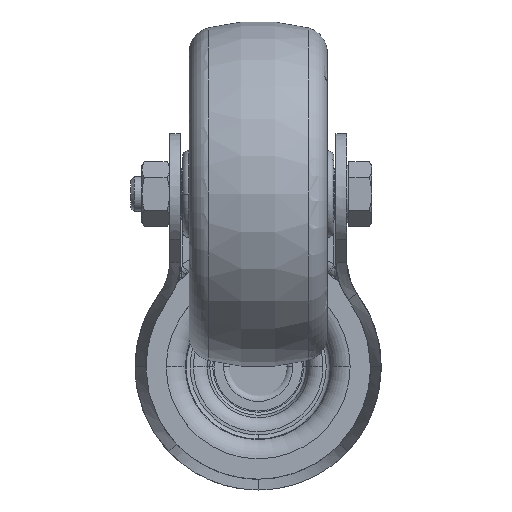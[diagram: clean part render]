
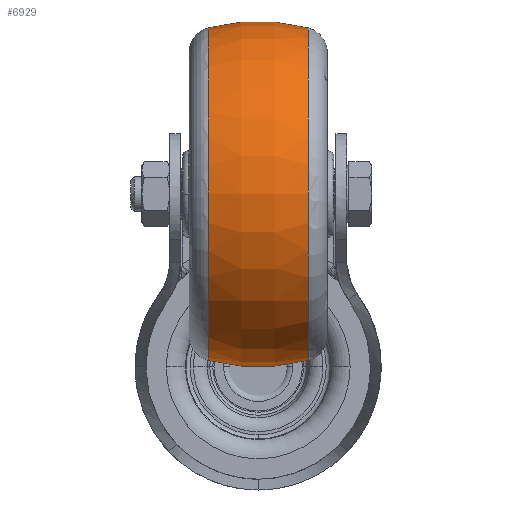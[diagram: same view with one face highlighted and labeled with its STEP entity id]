
A CAD part, front view. The second image highlights one B-rep face of the part: STEP entity #6929.
In plain terms, the highlighted toroidal (fillet/blend) face has major radius 5 mm and minor radius 45 mm.
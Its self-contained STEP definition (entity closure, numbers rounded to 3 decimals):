
#866 = CARTESIAN_POINT ( 'NONE',  ( 11.538, 40., 1.504 ) ) ;
#981 = CARTESIAN_POINT ( 'NONE',  ( 11.538, 40., 40. ) ) ;
#1564 = VERTEX_POINT ( 'NONE', #8429 ) ;
#1901 = EDGE_LOOP ( 'NONE', ( #3696, #16004, #16587, #11585 ) ) ;
#1996 = CARTESIAN_POINT ( 'NONE',  ( 11.538, 40., 78.496 ) ) ;
#3224 = VERTEX_POINT ( 'NONE', #11280 ) ;
#3277 = CARTESIAN_POINT ( 'NONE',  ( -11.538, 40., 40. ) ) ;
#3361 = AXIS2_PLACEMENT_3D ( 'NONE', #4923, #14175, #16713 ) ;
#3696 = ORIENTED_EDGE ( 'NONE', *, *, #4004, .F. ) ;
#4004 = EDGE_CURVE ( 'NONE', #16292, #3224, #16836, .T. ) ;
#4192 = EDGE_CURVE ( 'NONE', #9933, #1564, #13762, .T. ) ;
#4398 = FACE_OUTER_BOUND ( 'NONE', #1901, .T. ) ;
#4923 = CARTESIAN_POINT ( 'NONE',  ( 0., 40., 35. ) ) ;
#5020 = DIRECTION ( 'NONE',  ( 0., 0.565, 0.825 ) ) ;
#5139 = AXIS2_PLACEMENT_3D ( 'NONE', #981, #7728, #5020 ) ;
#6107 = AXIS2_PLACEMENT_3D ( 'NONE', #3277, #7055, #15245 ) ;
#6929 = ADVANCED_FACE ( 'NONE', ( #4398 ), #10128, .T. ) ;
#7055 = DIRECTION ( 'NONE',  ( 1., 0., 0. ) ) ;
#7087 = CIRCLE ( 'NONE', #5139, 38.496 ) ;
#7616 = AXIS2_PLACEMENT_3D ( 'NONE', #14483, #9183, #7776 ) ;
#7728 = DIRECTION ( 'NONE',  ( -1., 0., 0. ) ) ;
#7776 = DIRECTION ( 'NONE',  ( 0., 0., 1. ) ) ;
#8098 = CARTESIAN_POINT ( 'NONE',  ( 0., 40., 45. ) ) ;
#8429 = CARTESIAN_POINT ( 'NONE',  ( -11.538, 40., 78.496 ) ) ;
#8918 = EDGE_CURVE ( 'NONE', #16292, #9933, #7087, .T. ) ;
#9183 = DIRECTION ( 'NONE',  ( -1., 0., 0. ) ) ;
#9933 = VERTEX_POINT ( 'NONE', #1996 ) ;
#10128 = TOROIDAL_SURFACE ( 'NONE', #7616, -5., 45. ) ;
#10631 = AXIS2_PLACEMENT_3D ( 'NONE', #8098, #14626, #14797 ) ;
#11280 = CARTESIAN_POINT ( 'NONE',  ( -11.538, 40., 1.504 ) ) ;
#11493 = EDGE_CURVE ( 'NONE', #1564, #3224, #13713, .T. ) ;
#11585 = ORIENTED_EDGE ( 'NONE', *, *, #11493, .T. ) ;
#13713 = CIRCLE ( 'NONE', #6107, 38.496 ) ;
#13762 = CIRCLE ( 'NONE', #3361, 45. ) ;
#14175 = DIRECTION ( 'NONE',  ( 0., -1., 0. ) ) ;
#14483 = CARTESIAN_POINT ( 'NONE',  ( 0., 40., 40. ) ) ;
#14626 = DIRECTION ( 'NONE',  ( 0., 1., 0. ) ) ;
#14797 = DIRECTION ( 'NONE',  ( 0., 0., 1. ) ) ;
#15245 = DIRECTION ( 'NONE',  ( 0., 0.565, 0.825 ) ) ;
#16004 = ORIENTED_EDGE ( 'NONE', *, *, #8918, .T. ) ;
#16292 = VERTEX_POINT ( 'NONE', #866 ) ;
#16587 = ORIENTED_EDGE ( 'NONE', *, *, #4192, .T. ) ;
#16713 = DIRECTION ( 'NONE',  ( 0., 0., -1. ) ) ;
#16836 = CIRCLE ( 'NONE', #10631, 45. ) ;
